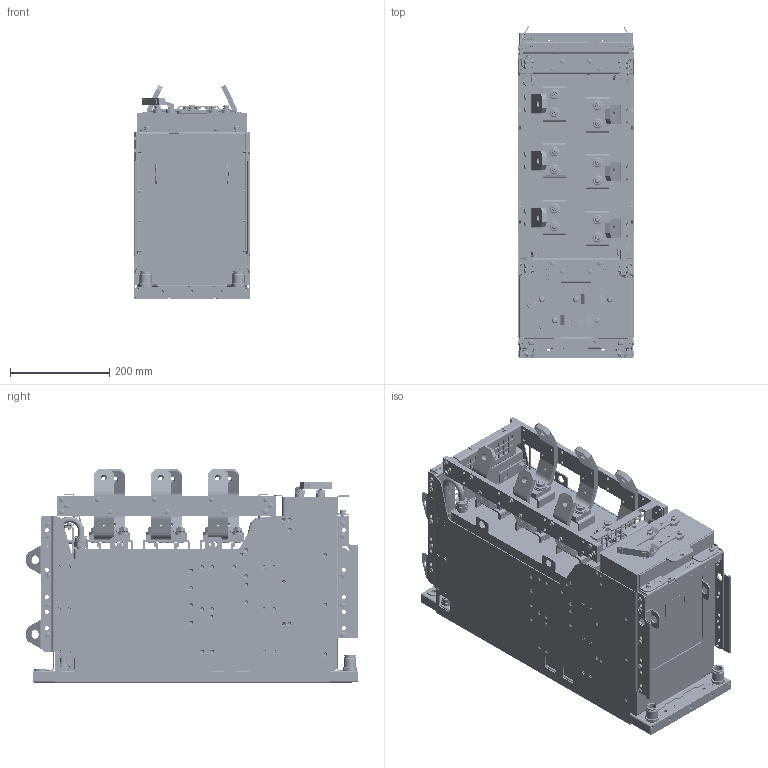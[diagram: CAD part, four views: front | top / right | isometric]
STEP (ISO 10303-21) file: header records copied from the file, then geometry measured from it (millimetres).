
FILE_DESCRIPTION(/* description */ (''),/* implementation_level */ '2;1');
FILE_NAME(/* name */ 'MCAD-OF7D1-M-LC-1200-A1-E00-A.stp',/* time_stamp */ '2022-10-06T15:56:47+03:00',/* author */ (''),/* organization */ (''),/* preprocessor_version */ 'ST-DEVELOPER v16.7',/* originating_system */ 'SIEMENS PLM Software NX 1892',/* authorisation */ '');
FILE_SCHEMA (('AP203_CONFIGURATION_CONTROLLED_3D_DESIGN_OF_MECHANICAL_PARTS_AND_ASSEMBLIES_MIM_LF { 1 0 10303 403 2 1 2}'));
Bounding box: 235 x 669.31 x 433.04 mm (x, y, z)
Volume: 35720325 mm3; surface area: 3128446 mm2
Topology: 258 solids, 267 shells, 10659 faces, 27214 edges, 17918 vertices
Faces by surface type: plane 6279, cylinder 2803, cone 769, bspline 346, extrusion 253, torus 209
Full cylindrical faces by diameter (mm): 1 x15, 2.9 x78, 3 x1, 3.232 x3, 3.242 x15, 3.7 x12, 4 x55, 4.134 x6, 4.2 x7, 4.5 x53, 4.6 x16, 5 x131, 5.2 x3, 5.5 x10, 6 x43, 6.1 x8, 6.3 x4, 6.408 x7, 6.5 x17, 6.764 x14, 6.8 x8, 7 x2, 7.12 x21, 7.15 x5, 7.2 x8, 7.5 x24, 7.7 x12, 8 x87, 8.2 x3, 8.4 x1
Entity records: 280767 total; most frequent: CRTPNT 74619, ORNEDG 38244, DRCTN 36421, EDGCRV 19122, VECTOR 13159, VRTPNT 13104, LINE 12906, A2PL3D 11631
